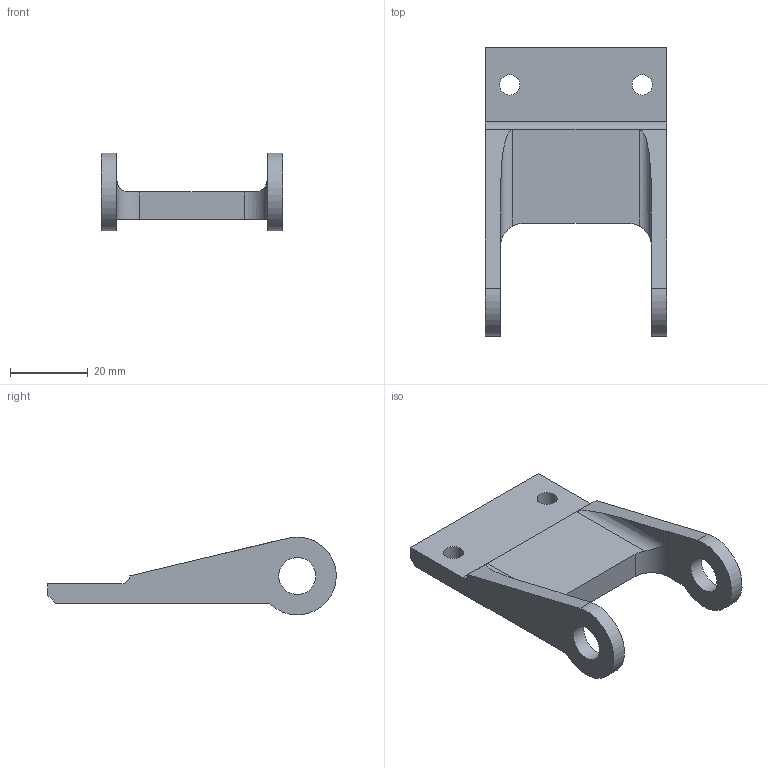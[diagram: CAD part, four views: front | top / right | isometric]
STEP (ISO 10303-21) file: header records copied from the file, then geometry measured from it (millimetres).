
FILE_DESCRIPTION(/* description */ (''),/* implementation_level */ '2;1');
FILE_NAME(/* name */ 'Part 005.stp',/* time_stamp */ '2015-03-31T11:42:34+03:00',/* author */ ('SFC'),/* organization */ (''),/* preprocessor_version */ 'ST-DEVELOPER v15.2',/* originating_system */ 'Autodesk Inventor 2014',/* authorisation */ '');
FILE_SCHEMA (('AUTOMOTIVE_DESIGN { 1 0 10303 214 3 1 1 }'));
Length unit declared in the file: millimetre
Products named in the file (1): Part 005
Bounding box: 46.5 x 73.97 x 19.97 mm (x, y, z)
Volume: 16164.3 mm3; surface area: 7847.2 mm2
Topology: 1 solids, 1 shells, 27 faces, 76 edges, 51 vertices
Faces by surface type: plane 14, cylinder 13
Full cylindrical faces by diameter (mm): 5.2 x2, 9.5 x2
Entity records: 911 total; most frequent: CARTESIAN_POINT 171, DIRECTION 149, ORIENTED_EDGE 138, EDGE_CURVE 69, AXIS2_PLACEMENT_3D 54, VERTEX_POINT 48, LINE 41, VECTOR 41
